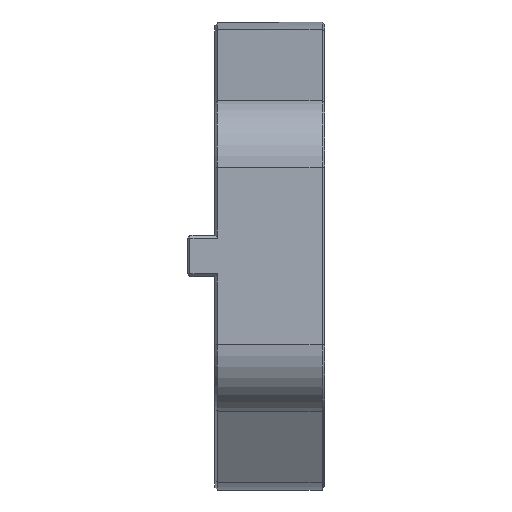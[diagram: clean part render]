
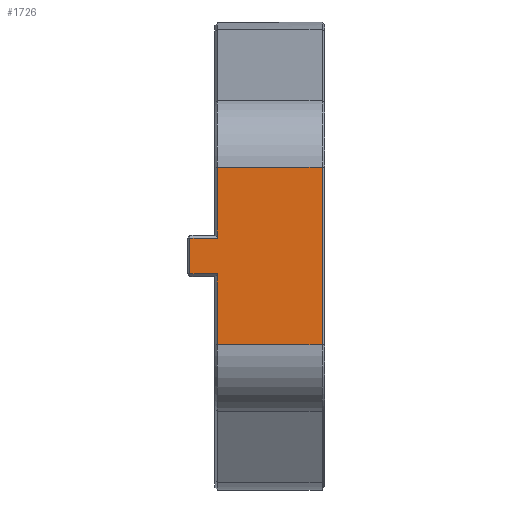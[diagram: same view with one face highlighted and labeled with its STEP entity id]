
A CAD part, left-side view. The second image highlights one B-rep face of the part: STEP entity #1726.
In plain terms, the highlighted planar face has unit normal (-1, 0, 0).
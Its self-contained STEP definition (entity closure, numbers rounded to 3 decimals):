
#25 = EDGE_CURVE ( 'NONE', #427, #1421, #2678, .T. ) ;
#62 = LINE ( 'NONE', #1130, #1229 ) ;
#114 = ORIENTED_EDGE ( 'NONE', *, *, #503, .T. ) ;
#135 = CARTESIAN_POINT ( 'NONE',  ( -28., 48.593, 0. ) ) ;
#180 = CARTESIAN_POINT ( 'NONE',  ( -28., 0.2, -6.455 ) ) ;
#202 = DIRECTION ( 'NONE',  ( 0., 1., 0. ) ) ;
#208 = EDGE_CURVE ( 'NONE', #354, #541, #1564, .T. ) ;
#295 = ORIENTED_EDGE ( 'NONE', *, *, #1309, .T. ) ;
#329 = CARTESIAN_POINT ( 'NONE',  ( -28., 48.593, -1.3 ) ) ;
#334 = FACE_OUTER_BOUND ( 'NONE', #2197, .T. ) ;
#354 = VERTEX_POINT ( 'NONE', #1371 ) ;
#365 = ORIENTED_EDGE ( 'NONE', *, *, #855, .T. ) ;
#388 = DIRECTION ( 'NONE',  ( 0., 0., -1. ) ) ;
#427 = VERTEX_POINT ( 'NONE', #180 ) ;
#503 = EDGE_CURVE ( 'NONE', #2490, #2202, #537, .T. ) ;
#531 = VECTOR ( 'NONE', #1370, 1000. ) ;
#537 = LINE ( 'NONE', #681, #531 ) ;
#538 = CARTESIAN_POINT ( 'NONE',  ( -28., 7.8, -6.455 ) ) ;
#541 = VERTEX_POINT ( 'NONE', #2084 ) ;
#631 = ORIENTED_EDGE ( 'NONE', *, *, #1828, .T. ) ;
#662 = DIRECTION ( 'NONE',  ( 0., 0., -1. ) ) ;
#681 = CARTESIAN_POINT ( 'NONE',  ( -28., 7.8, 1.5 ) ) ;
#696 = VECTOR ( 'NONE', #1144, 1000. ) ;
#708 = VERTEX_POINT ( 'NONE', #1608 ) ;
#855 = EDGE_CURVE ( 'NONE', #708, #354, #1299, .T. ) ;
#893 = VECTOR ( 'NONE', #1959, 1000. ) ;
#934 = VECTOR ( 'NONE', #1278, 1000. ) ;
#984 = CARTESIAN_POINT ( 'NONE',  ( -28., 0.2, 6.455 ) ) ;
#1047 = VERTEX_POINT ( 'NONE', #2621 ) ;
#1101 = LINE ( 'NONE', #2373, #2566 ) ;
#1130 = CARTESIAN_POINT ( 'NONE',  ( -28., 48.593, 6.455 ) ) ;
#1137 = VECTOR ( 'NONE', #1473, 1000. ) ;
#1144 = DIRECTION ( 'NONE',  ( 0., 0., -1. ) ) ;
#1156 = PLANE ( 'NONE',  #1538 ) ;
#1164 = ORIENTED_EDGE ( 'NONE', *, *, #208, .T. ) ;
#1182 = VECTOR ( 'NONE', #202, 1000. ) ;
#1229 = VECTOR ( 'NONE', #1980, 1000. ) ;
#1238 = LINE ( 'NONE', #1827, #1182 ) ;
#1278 = DIRECTION ( 'NONE',  ( 0., -1., 0. ) ) ;
#1299 = LINE ( 'NONE', #329, #893 ) ;
#1309 = EDGE_CURVE ( 'NONE', #2202, #1047, #1238, .T. ) ;
#1345 = ORIENTED_EDGE ( 'NONE', *, *, #25, .T. ) ;
#1370 = DIRECTION ( 'NONE',  ( 0., 0., -1. ) ) ;
#1371 = CARTESIAN_POINT ( 'NONE',  ( -28., 7.8, -1.3 ) ) ;
#1421 = VERTEX_POINT ( 'NONE', #984 ) ;
#1473 = DIRECTION ( 'NONE',  ( 0., 0., 1. ) ) ;
#1538 = AXIS2_PLACEMENT_3D ( 'NONE', #135, #1798, #388 ) ;
#1542 = ORIENTED_EDGE ( 'NONE', *, *, #2495, .T. ) ;
#1564 = LINE ( 'NONE', #538, #696 ) ;
#1608 = CARTESIAN_POINT ( 'NONE',  ( -28., 9.8, -1.3 ) ) ;
#1637 = CARTESIAN_POINT ( 'NONE',  ( -28., 0.2, 0. ) ) ;
#1726 = ADVANCED_FACE ( 'NONE', ( #334 ), #1156, .F. ) ;
#1798 = DIRECTION ( 'NONE',  ( 1., 0., 0. ) ) ;
#1827 = CARTESIAN_POINT ( 'NONE',  ( -28., 48.593, 1.3 ) ) ;
#1828 = EDGE_CURVE ( 'NONE', #1421, #2490, #62, .T. ) ;
#1959 = DIRECTION ( 'NONE',  ( 0., -1., 0. ) ) ;
#1980 = DIRECTION ( 'NONE',  ( 0., 1., 0. ) ) ;
#2084 = CARTESIAN_POINT ( 'NONE',  ( -28., 7.8, -6.455 ) ) ;
#2136 = CARTESIAN_POINT ( 'NONE',  ( -28., 48.593, -6.455 ) ) ;
#2197 = EDGE_LOOP ( 'NONE', ( #1542, #1345, #631, #114, #295, #2559, #365, #1164 ) ) ;
#2202 = VERTEX_POINT ( 'NONE', #2708 ) ;
#2345 = CARTESIAN_POINT ( 'NONE',  ( -28., 7.8, 6.455 ) ) ;
#2373 = CARTESIAN_POINT ( 'NONE',  ( -28., 9.8, 0. ) ) ;
#2432 = EDGE_CURVE ( 'NONE', #1047, #708, #1101, .T. ) ;
#2490 = VERTEX_POINT ( 'NONE', #2345 ) ;
#2495 = EDGE_CURVE ( 'NONE', #541, #427, #2533, .T. ) ;
#2533 = LINE ( 'NONE', #2136, #934 ) ;
#2559 = ORIENTED_EDGE ( 'NONE', *, *, #2432, .T. ) ;
#2566 = VECTOR ( 'NONE', #662, 1000. ) ;
#2621 = CARTESIAN_POINT ( 'NONE',  ( -28., 9.8, 1.3 ) ) ;
#2678 = LINE ( 'NONE', #1637, #1137 ) ;
#2708 = CARTESIAN_POINT ( 'NONE',  ( -28., 7.8, 1.3 ) ) ;
